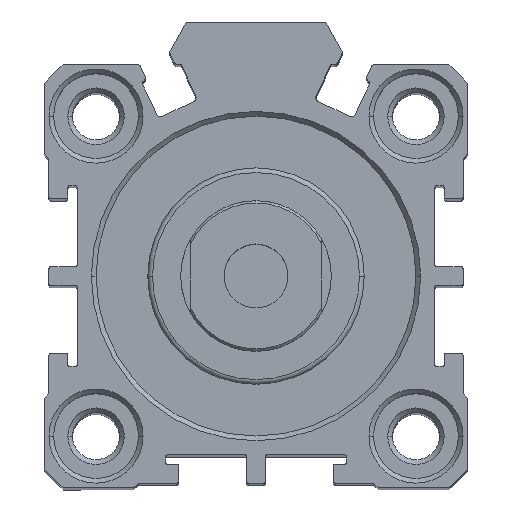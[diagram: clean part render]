
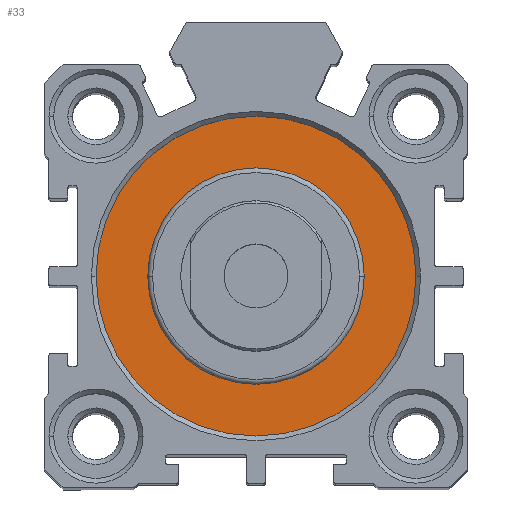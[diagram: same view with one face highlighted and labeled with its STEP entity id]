
A CAD part, top view. The second image highlights one B-rep face of the part: STEP entity #33.
In plain terms, the highlighted planar face has unit normal (0, 0, 1).
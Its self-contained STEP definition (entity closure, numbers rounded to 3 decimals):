
#33 = ADVANCED_FACE ( 'NONE', ( #6659, #4995 ), #4616, .T. ) ;
#41 = AXIS2_PLACEMENT_3D ( 'NONE', #5410, #1709, #6031 ) ;
#100 = ORIENTED_EDGE ( 'NONE', *, *, #4785, .T. ) ;
#267 = CARTESIAN_POINT ( 'NONE',  ( 0., 0., 63.4 ) ) ;
#271 = DIRECTION ( 'NONE',  ( 0., 0., 1. ) ) ;
#327 = CIRCLE ( 'NONE', #41, 17. ) ;
#667 = VERTEX_POINT ( 'NONE', #2229 ) ;
#889 = DIRECTION ( 'NONE',  ( 1., 0., 0. ) ) ;
#1042 = ORIENTED_EDGE ( 'NONE', *, *, #4698, .F. ) ;
#1059 = CIRCLE ( 'NONE', #1719, 17. ) ;
#1117 = EDGE_LOOP ( 'NONE', ( #1042, #3801 ) ) ;
#1601 = AXIS2_PLACEMENT_3D ( 'NONE', #3644, #7964, #4262 ) ;
#1709 = DIRECTION ( 'NONE',  ( 0., 0., 1. ) ) ;
#1719 = AXIS2_PLACEMENT_3D ( 'NONE', #6445, #2730, #7057 ) ;
#2149 = DIRECTION ( 'NONE',  ( 1., 0., 0. ) ) ;
#2229 = CARTESIAN_POINT ( 'NONE',  ( -11.5, 0., 63.4 ) ) ;
#2238 = VERTEX_POINT ( 'NONE', #2476 ) ;
#2239 = CARTESIAN_POINT ( 'NONE',  ( -17., 0., 63.4 ) ) ;
#2476 = CARTESIAN_POINT ( 'NONE',  ( 17., 0., 63.4 ) ) ;
#2730 = DIRECTION ( 'NONE',  ( 0., 0., 1. ) ) ;
#3479 = VERTEX_POINT ( 'NONE', #4058 ) ;
#3596 = CIRCLE ( 'NONE', #1601, 11.5 ) ;
#3644 = CARTESIAN_POINT ( 'NONE',  ( 0., 0., 63.4 ) ) ;
#3767 = ORIENTED_EDGE ( 'NONE', *, *, #7012, .T. ) ;
#3801 = ORIENTED_EDGE ( 'NONE', *, *, #4362, .F. ) ;
#4058 = CARTESIAN_POINT ( 'NONE',  ( 11.5, 0., 63.4 ) ) ;
#4262 = DIRECTION ( 'NONE',  ( 1., 0., 0. ) ) ;
#4362 = EDGE_CURVE ( 'NONE', #3479, #667, #3596, .T. ) ;
#4611 = DIRECTION ( 'NONE',  ( 0., 0., 1. ) ) ;
#4616 = PLANE ( 'NONE',  #6025 ) ;
#4698 = EDGE_CURVE ( 'NONE', #667, #3479, #5850, .T. ) ;
#4773 = AXIS2_PLACEMENT_3D ( 'NONE', #267, #4611, #889 ) ;
#4785 = EDGE_CURVE ( 'NONE', #2238, #7706, #327, .T. ) ;
#4995 = FACE_OUTER_BOUND ( 'NONE', #5645, .T. ) ;
#5410 = CARTESIAN_POINT ( 'NONE',  ( 0., 0., 63.4 ) ) ;
#5645 = EDGE_LOOP ( 'NONE', ( #100, #3767 ) ) ;
#5850 = CIRCLE ( 'NONE', #4773, 11.5 ) ;
#6025 = AXIS2_PLACEMENT_3D ( 'NONE', #7073, #271, #2149 ) ;
#6031 = DIRECTION ( 'NONE',  ( 1., 0., 0. ) ) ;
#6445 = CARTESIAN_POINT ( 'NONE',  ( 0., 0., 63.4 ) ) ;
#6659 = FACE_BOUND ( 'NONE', #1117, .T. ) ;
#7012 = EDGE_CURVE ( 'NONE', #7706, #2238, #1059, .T. ) ;
#7057 = DIRECTION ( 'NONE',  ( 1., 0., 0. ) ) ;
#7073 = CARTESIAN_POINT ( 'NONE',  ( 0., 0., 63.4 ) ) ;
#7706 = VERTEX_POINT ( 'NONE', #2239 ) ;
#7964 = DIRECTION ( 'NONE',  ( 0., 0., 1. ) ) ;
